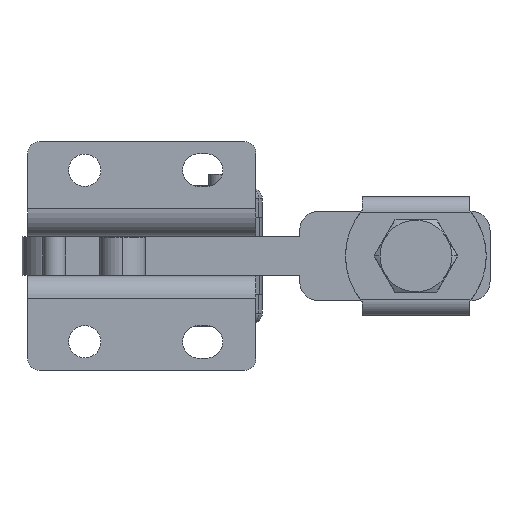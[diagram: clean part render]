
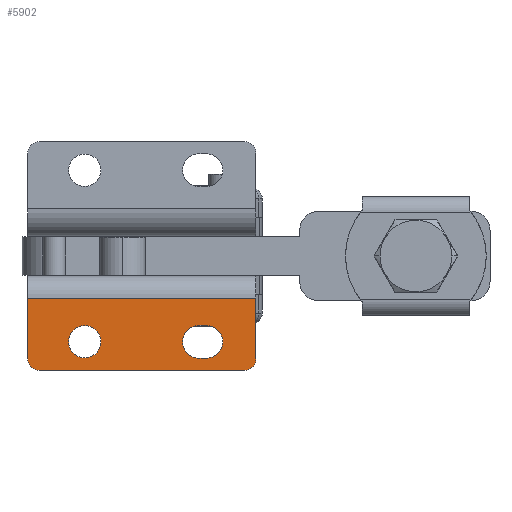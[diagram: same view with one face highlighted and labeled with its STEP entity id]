
A CAD part, front view. The second image highlights one B-rep face of the part: STEP entity #5902.
In plain terms, the highlighted planar face has unit normal (0, -1, 0).
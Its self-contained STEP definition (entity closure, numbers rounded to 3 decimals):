
#62 = EDGE_LOOP ( 'NONE', ( #68, #11509, #15050, #17008 ) ) ;
#68 = ORIENTED_EDGE ( 'NONE', *, *, #10858, .F. ) ;
#118 = CARTESIAN_POINT ( 'NONE',  ( 30., 0., -11.05 ) ) ;
#141 = EDGE_CURVE ( 'NONE', #10588, #5030, #4583, .T. ) ;
#284 = CARTESIAN_POINT ( 'NONE',  ( 30., 0., -27.05 ) ) ;
#436 = FACE_OUTER_BOUND ( 'NONE', #5889, .T. ) ;
#639 = ORIENTED_EDGE ( 'NONE', *, *, #11103, .T. ) ;
#647 = DIRECTION ( 'NONE',  ( 0., 1., 0. ) ) ;
#1186 = VERTEX_POINT ( 'NONE', #16015 ) ;
#1349 = ORIENTED_EDGE ( 'NONE', *, *, #14510, .F. ) ;
#1492 = DIRECTION ( 'NONE',  ( 0., 1., 0. ) ) ;
#1613 = DIRECTION ( 'NONE',  ( 0., 0., -1. ) ) ;
#1684 = LINE ( 'NONE', #11242, #11828 ) ;
#2002 = DIRECTION ( 'NONE',  ( 0., 0., -1. ) ) ;
#2157 = VERTEX_POINT ( 'NONE', #9766 ) ;
#2234 = LINE ( 'NONE', #4940, #8846 ) ;
#2293 = CARTESIAN_POINT ( 'NONE',  ( 27., 0., -27.05 ) ) ;
#2477 = CARTESIAN_POINT ( 'NONE',  ( 30., 0., -30.05 ) ) ;
#2841 = DIRECTION ( 'NONE',  ( 0., -1., 0. ) ) ;
#3008 = AXIS2_PLACEMENT_3D ( 'NONE', #15394, #7478, #16716 ) ;
#3123 = AXIS2_PLACEMENT_3D ( 'NONE', #15143, #647, #9920 ) ;
#3266 = CARTESIAN_POINT ( 'NONE',  ( -30., 0., -27.05 ) ) ;
#3381 = VERTEX_POINT ( 'NONE', #5843 ) ;
#3596 = DIRECTION ( 'NONE',  ( 1., 0., 0. ) ) ;
#3597 = DIRECTION ( 'NONE',  ( 0., 0., -1. ) ) ;
#3634 = LINE ( 'NONE', #8358, #9860 ) ;
#3863 = DIRECTION ( 'NONE',  ( 0., -1., 0. ) ) ;
#4193 = VERTEX_POINT ( 'NONE', #12979 ) ;
#4463 = AXIS2_PLACEMENT_3D ( 'NONE', #10752, #2841, #12087 ) ;
#4575 = PLANE ( 'NONE',  #3123 ) ;
#4583 = CIRCLE ( 'NONE', #10693, 4.25 ) ;
#4940 = CARTESIAN_POINT ( 'NONE',  ( 17., 0., -26.85 ) ) ;
#5030 = VERTEX_POINT ( 'NONE', #5306 ) ;
#5306 = CARTESIAN_POINT ( 'NONE',  ( -19.25, 0., -22.55 ) ) ;
#5528 = CIRCLE ( 'NONE', #10144, 4.3 ) ;
#5843 = CARTESIAN_POINT ( 'NONE',  ( 27., 0., -30.05 ) ) ;
#5880 = ORIENTED_EDGE ( 'NONE', *, *, #8350, .T. ) ;
#5889 = EDGE_LOOP ( 'NONE', ( #10830, #10686, #10521, #5880, #1349, #639 ) ) ;
#5902 = ADVANCED_FACE ( 'NONE', ( #10987, #7470, #436 ), #4575, .F. ) ;
#5905 = VERTEX_POINT ( 'NONE', #8576 ) ;
#6250 = CIRCLE ( 'NONE', #3008, 3. ) ;
#6584 = CIRCLE ( 'NONE', #4463, 4.3 ) ;
#7026 = VERTEX_POINT ( 'NONE', #118 ) ;
#7238 = EDGE_CURVE ( 'NONE', #5030, #10588, #10127, .T. ) ;
#7383 = DIRECTION ( 'NONE',  ( 0., 1., 0. ) ) ;
#7470 = FACE_BOUND ( 'NONE', #62, .T. ) ;
#7478 = DIRECTION ( 'NONE',  ( 0., -1., 0. ) ) ;
#7652 = ORIENTED_EDGE ( 'NONE', *, *, #7238, .T. ) ;
#7683 = CARTESIAN_POINT ( 'NONE',  ( 17., 0., -18.25 ) ) ;
#7799 = VECTOR ( 'NONE', #14287, 1000. ) ;
#7931 = DIRECTION ( 'NONE',  ( -1., 0., 0. ) ) ;
#8004 = EDGE_CURVE ( 'NONE', #5905, #1186, #2234, .T. ) ;
#8350 = EDGE_CURVE ( 'NONE', #3381, #8742, #9137, .T. ) ;
#8358 = CARTESIAN_POINT ( 'NONE',  ( 30., 0., -11.05 ) ) ;
#8576 = CARTESIAN_POINT ( 'NONE',  ( 15., 0., -26.85 ) ) ;
#8742 = VERTEX_POINT ( 'NONE', #284 ) ;
#8846 = VECTOR ( 'NONE', #3596, 1000. ) ;
#9137 = CIRCLE ( 'NONE', #15786, 3. ) ;
#9473 = VECTOR ( 'NONE', #15624, 1000. ) ;
#9555 = VERTEX_POINT ( 'NONE', #3266 ) ;
#9568 = CARTESIAN_POINT ( 'NONE',  ( -15., 0., -22.55 ) ) ;
#9766 = CARTESIAN_POINT ( 'NONE',  ( -27., 0., -30.05 ) ) ;
#9860 = VECTOR ( 'NONE', #12342, 1000. ) ;
#9920 = DIRECTION ( 'NONE',  ( 0., 0., -1. ) ) ;
#10087 = EDGE_CURVE ( 'NONE', #3381, #2157, #16480, .T. ) ;
#10127 = CIRCLE ( 'NONE', #13011, 4.25 ) ;
#10144 = AXIS2_PLACEMENT_3D ( 'NONE', #11814, #3863, #13118 ) ;
#10521 = ORIENTED_EDGE ( 'NONE', *, *, #10087, .F. ) ;
#10588 = VERTEX_POINT ( 'NONE', #14758 ) ;
#10686 = ORIENTED_EDGE ( 'NONE', *, *, #13996, .T. ) ;
#10693 = AXIS2_PLACEMENT_3D ( 'NONE', #9568, #1492, #7931 ) ;
#10752 = CARTESIAN_POINT ( 'NONE',  ( 15., 0., -22.55 ) ) ;
#10830 = ORIENTED_EDGE ( 'NONE', *, *, #12689, .T. ) ;
#10858 = EDGE_CURVE ( 'NONE', #4193, #11404, #11744, .T. ) ;
#10987 = FACE_BOUND ( 'NONE', #12990, .T. ) ;
#11103 = EDGE_CURVE ( 'NONE', #7026, #15136, #3634, .T. ) ;
#11242 = CARTESIAN_POINT ( 'NONE',  ( 30., 0., -5.05 ) ) ;
#11404 = VERTEX_POINT ( 'NONE', #16889 ) ;
#11443 = CARTESIAN_POINT ( 'NONE',  ( -30., 0., -11.05 ) ) ;
#11509 = ORIENTED_EDGE ( 'NONE', *, *, #15760, .F. ) ;
#11544 = DIRECTION ( 'NONE',  ( 0., -1., 0. ) ) ;
#11744 = LINE ( 'NONE', #7683, #7799 ) ;
#11814 = CARTESIAN_POINT ( 'NONE',  ( 17., 0., -22.55 ) ) ;
#11828 = VECTOR ( 'NONE', #2002, 1000. ) ;
#12087 = DIRECTION ( 'NONE',  ( 0., 0., 1. ) ) ;
#12179 = CARTESIAN_POINT ( 'NONE',  ( -30., 0., -5.05 ) ) ;
#12342 = DIRECTION ( 'NONE',  ( -1., 0., 0. ) ) ;
#12689 = EDGE_CURVE ( 'NONE', #15136, #9555, #13475, .T. ) ;
#12979 = CARTESIAN_POINT ( 'NONE',  ( 17., 0., -18.25 ) ) ;
#12990 = EDGE_LOOP ( 'NONE', ( #7652, #14584 ) ) ;
#13011 = AXIS2_PLACEMENT_3D ( 'NONE', #15302, #7383, #16620 ) ;
#13095 = VECTOR ( 'NONE', #1613, 1000. ) ;
#13118 = DIRECTION ( 'NONE',  ( 0., 0., -1. ) ) ;
#13475 = LINE ( 'NONE', #12179, #13095 ) ;
#13996 = EDGE_CURVE ( 'NONE', #9555, #2157, #6250, .T. ) ;
#14287 = DIRECTION ( 'NONE',  ( -1., 0., 0. ) ) ;
#14510 = EDGE_CURVE ( 'NONE', #7026, #8742, #1684, .T. ) ;
#14584 = ORIENTED_EDGE ( 'NONE', *, *, #141, .T. ) ;
#14758 = CARTESIAN_POINT ( 'NONE',  ( -10.75, 0., -22.55 ) ) ;
#15050 = ORIENTED_EDGE ( 'NONE', *, *, #8004, .F. ) ;
#15136 = VERTEX_POINT ( 'NONE', #11443 ) ;
#15143 = CARTESIAN_POINT ( 'NONE',  ( 30., 0., -5.05 ) ) ;
#15302 = CARTESIAN_POINT ( 'NONE',  ( -15., 0., -22.55 ) ) ;
#15394 = CARTESIAN_POINT ( 'NONE',  ( -27., 0., -27.05 ) ) ;
#15624 = DIRECTION ( 'NONE',  ( -1., 0., 0. ) ) ;
#15760 = EDGE_CURVE ( 'NONE', #1186, #4193, #5528, .T. ) ;
#15786 = AXIS2_PLACEMENT_3D ( 'NONE', #2293, #11544, #3597 ) ;
#15883 = EDGE_CURVE ( 'NONE', #11404, #5905, #6584, .T. ) ;
#16015 = CARTESIAN_POINT ( 'NONE',  ( 17., 0., -26.85 ) ) ;
#16480 = LINE ( 'NONE', #2477, #9473 ) ;
#16620 = DIRECTION ( 'NONE',  ( -1., 0., 0. ) ) ;
#16716 = DIRECTION ( 'NONE',  ( 0., 0., -1. ) ) ;
#16889 = CARTESIAN_POINT ( 'NONE',  ( 15., 0., -18.25 ) ) ;
#17008 = ORIENTED_EDGE ( 'NONE', *, *, #15883, .F. ) ;
